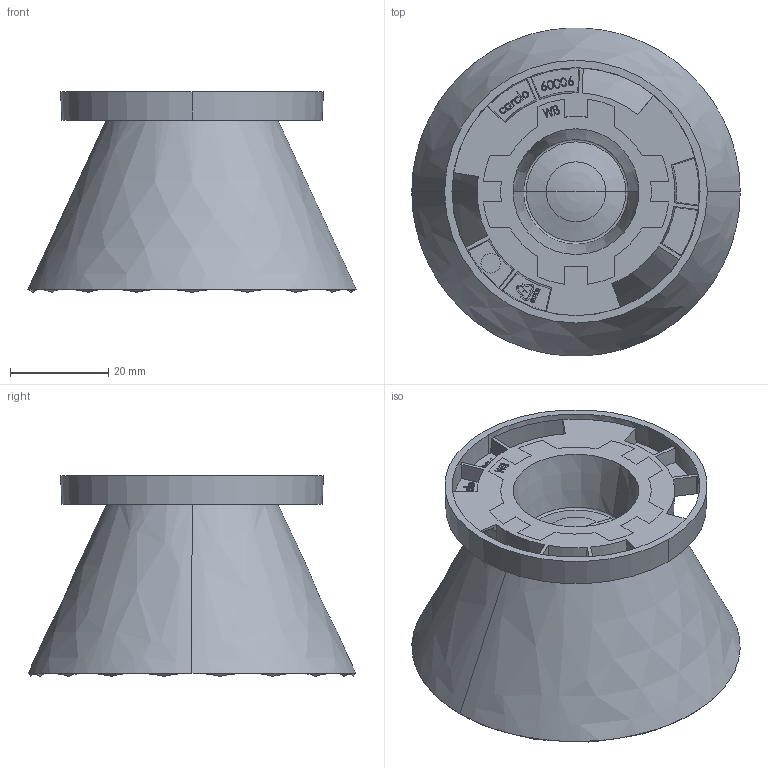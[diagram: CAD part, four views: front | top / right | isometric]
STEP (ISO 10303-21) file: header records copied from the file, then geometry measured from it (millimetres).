
FILE_DESCRIPTION (( 'STEP AP203' ), '1' );
FILE_NAME ('60039_Rev-3_TE_WB_Customer.STEP', '2017-09-14T07:29:19', ( '' ), ( '' ), 'SwSTEP 2.0', 'SolidWorks 2017', '' );
FILE_SCHEMA (( 'CONFIG_CONTROL_DESIGN' ));
Length unit declared in the file: millimetre
Products named in the file (3): 60054_Rev-1_ TE-MOLEX-BJB_SI_WB_Customer; 60006_Rev-3_Silicone_CoB_Holder_TE_Zhaga; 60039_Rev-3_TE_WB_Customer
Assembly tree (2 placements, depth 2):
  60039_Rev-3_TE_WB_Customer
    60054_Rev-1_ TE-MOLEX-BJB_SI_WB_Customer
    60006_Rev-3_Silicone_CoB_Holder_TE_Zhaga
Bounding box: 67 x 66.89 x 40.85 mm (x, y, z)
Volume: 51496.3 mm3; surface area: 18283.5 mm2
Topology: 2 solids, 2 shells, 717 faces, 1938 edges, 1254 vertices
Faces by surface type: plane 327, bspline 258, cone 101, cylinder 21, torus 10
Entity records: 32033 total; most frequent: CARTESIAN_POINT 16241, ORIENTED_EDGE 3868, DIRECTION 2276, EDGE_CURVE 1934, VERTEX_POINT 1254, B_SPLINE_CURVE_WITH_KNOTS 915, AXIS2_PLACEMENT_3D 823, EDGE_LOOP 758
